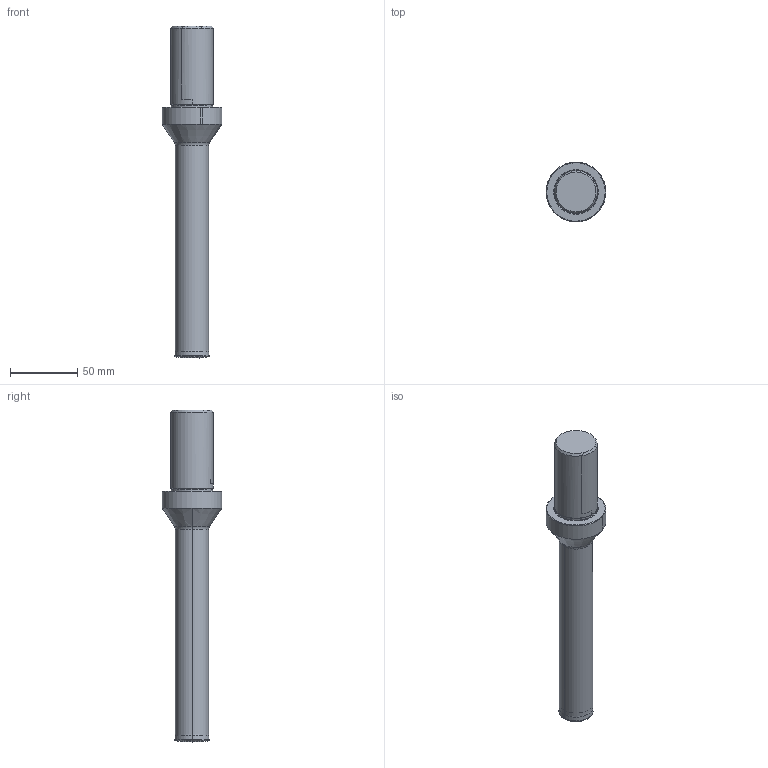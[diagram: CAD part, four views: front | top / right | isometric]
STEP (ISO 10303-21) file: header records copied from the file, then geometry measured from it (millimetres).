
FILE_DESCRIPTION(/* description */ (''),/* implementation_level */ '2;1');
FILE_NAME(/* name */ 'MVX1000X6C125_IR0_019.stp',/* time_stamp */ '2023-03-15T14:46:03+09:00',/* author */ (''),/* organization */ (''),/* preprocessor_version */ 'ST-DEVELOPER v16',/* originating_system */ 'SIEMENS PLM Software NX 10.0',/* authorisation */ '');
FILE_SCHEMA (('AUTOMOTIVE_DESIGN { 1 0 10303 214 3 1 1 1 }'));
Length unit declared in the file: millimetre
Products named in the file (1): MVX1000X6C125_IR0_019_ASM_5_ASM
Bounding box: 44.45 x 44.43 x 247.02 mm (x, y, z)
Volume: 161617.3 mm3; surface area: 25583.4 mm2
Topology: 2 solids, 2 shells, 64 faces, 164 edges, 121 vertices
Faces by surface type: cone 22, torus 18, bspline 8, cylinder 8, revolution 4, plane 4
Entity records: 2400 total; most frequent: CARTESIAN_POINT 765, DIRECTION 352, ORIENTED_EDGE 284, AXIS2_PLACEMENT_3D 160, EDGE_CURVE 142, CIRCLE 100, VERTEX_POINT 84, EDGE_LOOP 66
